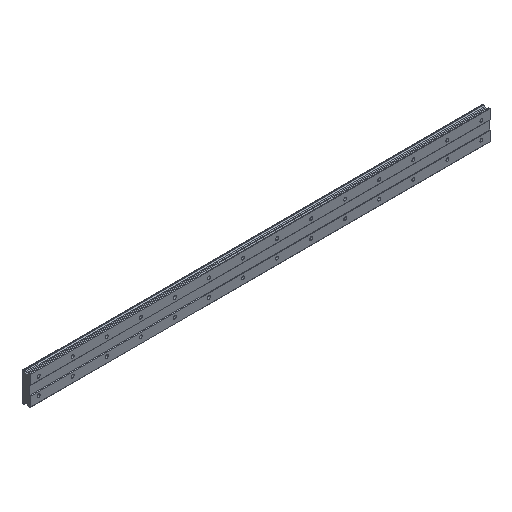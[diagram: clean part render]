
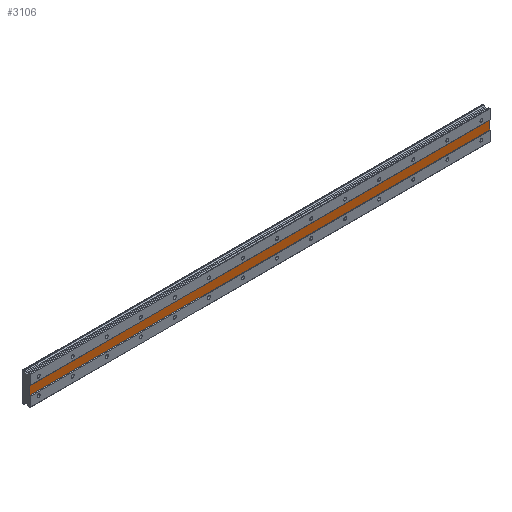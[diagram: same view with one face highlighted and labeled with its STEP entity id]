
A CAD part, isometric view. The second image highlights one B-rep face of the part: STEP entity #3106.
In plain terms, the highlighted planar face has unit normal (0, -1, 0).
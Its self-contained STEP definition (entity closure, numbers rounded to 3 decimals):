
#130 = CARTESIAN_POINT ( 'NONE',  ( 1060., 1., 10. ) ) ;
#138 = CARTESIAN_POINT ( 'NONE',  ( 1060., 1., -10. ) ) ;
#268 = LINE ( 'NONE', #4866, #3783 ) ;
#298 = PLANE ( 'NONE',  #2990 ) ;
#365 = DIRECTION ( 'NONE',  ( 0., 1., 0. ) ) ;
#388 = CARTESIAN_POINT ( 'NONE',  ( -20., 1., 34.482 ) ) ;
#438 = ORIENTED_EDGE ( 'NONE', *, *, #2659, .F. ) ;
#811 = LINE ( 'NONE', #388, #850 ) ;
#850 = VECTOR ( 'NONE', #3759, 1000. ) ;
#1012 = CARTESIAN_POINT ( 'NONE',  ( -20., 1., -10. ) ) ;
#1225 = EDGE_CURVE ( 'NONE', #2984, #1409, #811, .T. ) ;
#1409 = VERTEX_POINT ( 'NONE', #1012 ) ;
#1412 = DIRECTION ( 'NONE',  ( 1., 0., 0. ) ) ;
#1490 = ORIENTED_EDGE ( 'NONE', *, *, #4506, .T. ) ;
#1693 = EDGE_LOOP ( 'NONE', ( #1490, #4280, #438, #3481 ) ) ;
#2115 = VERTEX_POINT ( 'NONE', #4997 ) ;
#2539 = VECTOR ( 'NONE', #1412, 1000. ) ;
#2636 = VERTEX_POINT ( 'NONE', #138 ) ;
#2659 = EDGE_CURVE ( 'NONE', #2984, #2115, #3912, .T. ) ;
#2984 = VERTEX_POINT ( 'NONE', #3005 ) ;
#2990 = AXIS2_PLACEMENT_3D ( 'NONE', #5268, #365, #5334 ) ;
#3005 = CARTESIAN_POINT ( 'NONE',  ( -20., 1., 10. ) ) ;
#3106 = ADVANCED_FACE ( 'NONE', ( #3993 ), #298, .F. ) ;
#3141 = DIRECTION ( 'NONE',  ( 0., 0., -1. ) ) ;
#3195 = LINE ( 'NONE', #4030, #4441 ) ;
#3481 = ORIENTED_EDGE ( 'NONE', *, *, #1225, .T. ) ;
#3726 = DIRECTION ( 'NONE',  ( 1., 0., 0. ) ) ;
#3759 = DIRECTION ( 'NONE',  ( 0., 0., -1. ) ) ;
#3783 = VECTOR ( 'NONE', #3726, 1000. ) ;
#3912 = LINE ( 'NONE', #130, #2539 ) ;
#3993 = FACE_OUTER_BOUND ( 'NONE', #1693, .T. ) ;
#4030 = CARTESIAN_POINT ( 'NONE',  ( 1060., 1., 34.482 ) ) ;
#4280 = ORIENTED_EDGE ( 'NONE', *, *, #4434, .F. ) ;
#4434 = EDGE_CURVE ( 'NONE', #2115, #2636, #3195, .T. ) ;
#4441 = VECTOR ( 'NONE', #3141, 1000. ) ;
#4506 = EDGE_CURVE ( 'NONE', #1409, #2636, #268, .T. ) ;
#4866 = CARTESIAN_POINT ( 'NONE',  ( 1060., 1., -10. ) ) ;
#4997 = CARTESIAN_POINT ( 'NONE',  ( 1060., 1., 10. ) ) ;
#5268 = CARTESIAN_POINT ( 'NONE',  ( 1060., 1., 10. ) ) ;
#5334 = DIRECTION ( 'NONE',  ( 0., 0., 1. ) ) ;
